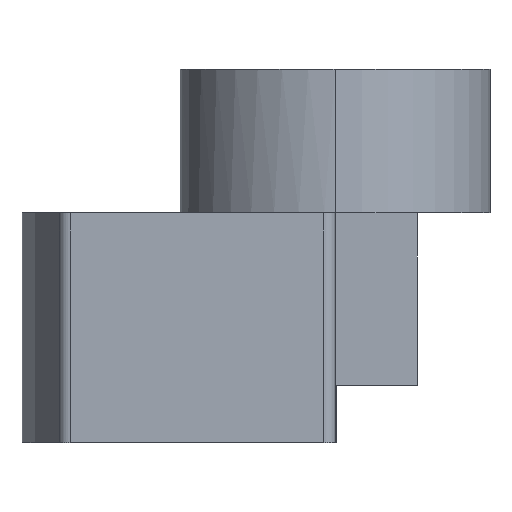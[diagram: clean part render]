
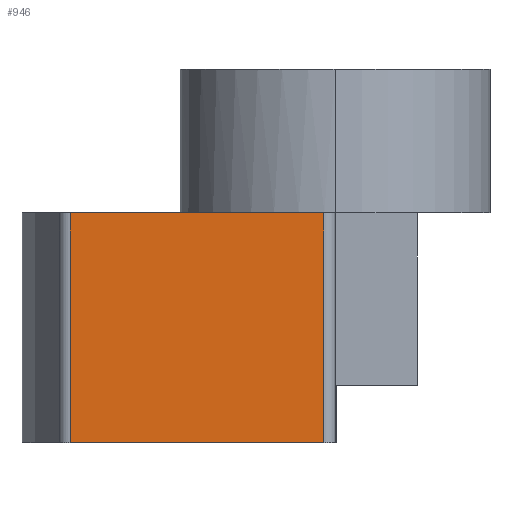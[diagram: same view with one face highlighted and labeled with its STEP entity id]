
A CAD part, left-side view. The second image highlights one B-rep face of the part: STEP entity #946.
In plain terms, the highlighted planar face has unit normal (-1, 0, 0).
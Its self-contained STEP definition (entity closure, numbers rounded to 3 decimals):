
#121 = AXIS2_PLACEMENT_3D ( 'NONE', #5510, #492, #907 ) ;
#292 = DIRECTION ( 'NONE',  ( 0., 1., 0. ) ) ;
#342 = VERTEX_POINT ( 'NONE', #4586 ) ;
#492 = DIRECTION ( 'NONE',  ( 1., 0., 0. ) ) ;
#509 = EDGE_CURVE ( 'NONE', #1511, #2752, #1291, .T. ) ;
#907 = DIRECTION ( 'NONE',  ( 0., 0., -1. ) ) ;
#946 = ADVANCED_FACE ( 'NONE', ( #5139 ), #1800, .F. ) ;
#1006 = CARTESIAN_POINT ( 'NONE',  ( -35.931, 46.165, 0. ) ) ;
#1291 = LINE ( 'NONE', #3007, #4573 ) ;
#1511 = VERTEX_POINT ( 'NONE', #1886 ) ;
#1630 = CARTESIAN_POINT ( 'NONE',  ( -35.931, 2., 0. ) ) ;
#1800 = PLANE ( 'NONE',  #121 ) ;
#1886 = CARTESIAN_POINT ( 'NONE',  ( -35.931, 46.165, -40. ) ) ;
#2484 = EDGE_CURVE ( 'NONE', #4547, #342, #5070, .T. ) ;
#2653 = ORIENTED_EDGE ( 'NONE', *, *, #5500, .F. ) ;
#2752 = VERTEX_POINT ( 'NONE', #1006 ) ;
#3007 = CARTESIAN_POINT ( 'NONE',  ( -35.931, 46.165, -40. ) ) ;
#3033 = DIRECTION ( 'NONE',  ( 0., 0., 1. ) ) ;
#3695 = EDGE_CURVE ( 'NONE', #342, #2752, #5054, .T. ) ;
#4222 = EDGE_LOOP ( 'NONE', ( #4242, #4775, #2653, #5887 ) ) ;
#4242 = ORIENTED_EDGE ( 'NONE', *, *, #3695, .T. ) ;
#4262 = VECTOR ( 'NONE', #292, 1000. ) ;
#4508 = DIRECTION ( 'NONE',  ( 0., 1., 0. ) ) ;
#4547 = VERTEX_POINT ( 'NONE', #5300 ) ;
#4573 = VECTOR ( 'NONE', #3033, 1000. ) ;
#4586 = CARTESIAN_POINT ( 'NONE',  ( -35.931, 2., 0. ) ) ;
#4775 = ORIENTED_EDGE ( 'NONE', *, *, #509, .F. ) ;
#5054 = LINE ( 'NONE', #1630, #4262 ) ;
#5070 = LINE ( 'NONE', #5198, #5143 ) ;
#5139 = FACE_OUTER_BOUND ( 'NONE', #4222, .T. ) ;
#5143 = VECTOR ( 'NONE', #5657, 1000. ) ;
#5198 = CARTESIAN_POINT ( 'NONE',  ( -35.931, 2., -40. ) ) ;
#5300 = CARTESIAN_POINT ( 'NONE',  ( -35.931, 2., -40. ) ) ;
#5338 = VECTOR ( 'NONE', #4508, 1000. ) ;
#5479 = CARTESIAN_POINT ( 'NONE',  ( -35.931, 2., -40. ) ) ;
#5500 = EDGE_CURVE ( 'NONE', #4547, #1511, #5622, .T. ) ;
#5510 = CARTESIAN_POINT ( 'NONE',  ( -35.931, 2., -40. ) ) ;
#5622 = LINE ( 'NONE', #5479, #5338 ) ;
#5657 = DIRECTION ( 'NONE',  ( 0., 0., 1. ) ) ;
#5887 = ORIENTED_EDGE ( 'NONE', *, *, #2484, .T. ) ;
